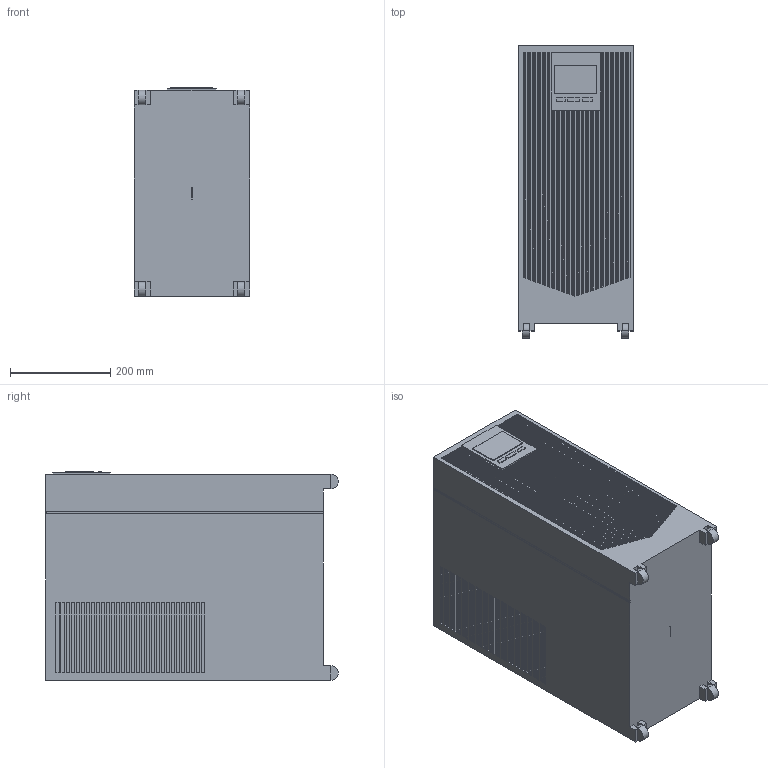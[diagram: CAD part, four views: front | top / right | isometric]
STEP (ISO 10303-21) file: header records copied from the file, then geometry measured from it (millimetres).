
FILE_DESCRIPTION (( 'STEP AP203' ), '1' );
FILE_NAME ('ÈÁÏ ñåðèè MPOT111 10 êÂÀ.STEP', '2023-10-13T09:36:20', ( '' ), ( '' ), 'SwSTEP 2.0', 'SolidWorks 2022', '' );
FILE_SCHEMA (( 'CONFIG_CONTROL_DESIGN' ));
Length unit declared in the file: millimetre
Products named in the file (1): ИБП серии MPOT111 10 кВА
Bounding box: 230 x 582.78 x 416 mm (x, y, z)
Volume: 52186231.1 mm3; surface area: 1005439.9 mm2
Topology: 1 solids, 1 shells, 585 faces, 1463 edges, 961 vertices
Faces by surface type: plane 577, cylinder 8
Entity records: 17122 total; most frequent: CARTESIAN_POINT 3010, ORIENTED_EDGE 2926, DIRECTION 2651, EDGE_CURVE 1463, LINE 1447, VECTOR 1447, VERTEX_POINT 961, EDGE_LOOP 674
